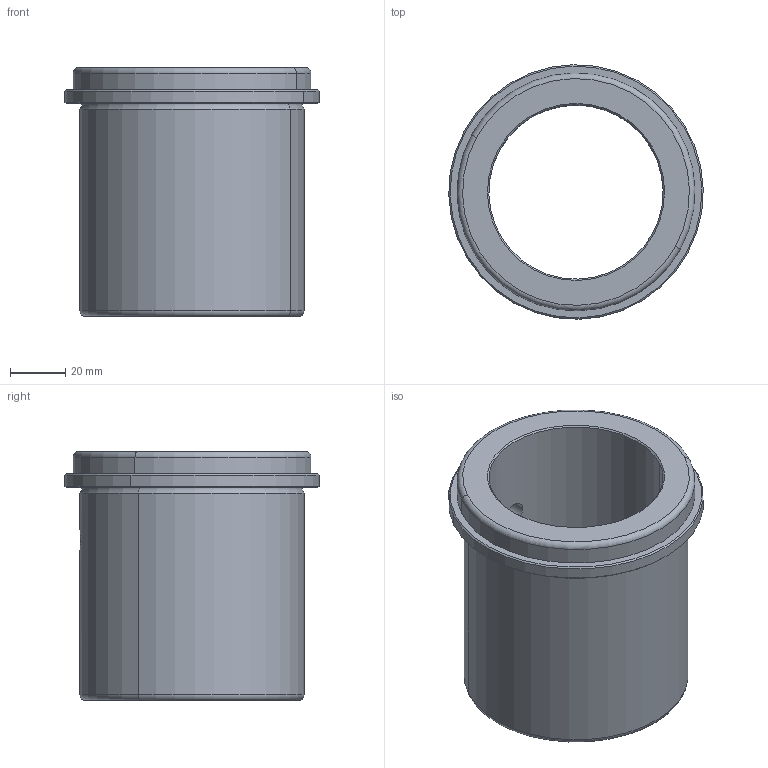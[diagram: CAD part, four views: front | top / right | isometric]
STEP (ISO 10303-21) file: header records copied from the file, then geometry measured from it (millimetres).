
FILE_DESCRIPTION(('CATIA V5 STEP Exchange'),'2;1');
FILE_NAME('RDBA200M.639077.stp','2017-03-07T11:22:55+00:00',('none'),('none'),'CATIA Version 5 Release 19 GA (IN-10)','CATIA V5 STEP AP203','none');
FILE_SCHEMA(('CONFIG_CONTROL_DESIGN'));
Length unit declared in the file: millimetre
Products named in the file (1): RDBA200M.639077
Bounding box: 91.97 x 91.97 x 90 mm (x, y, z)
Volume: 194675.3 mm3; surface area: 47672.2 mm2
Topology: 1 solids, 1 shells, 28 faces, 63 edges, 45 vertices
Faces by surface type: cylinder 10, cone 8, torus 6, plane 4
Entity records: 827 total; most frequent: CARTESIAN_POINT 188, ORIENTED_EDGE 116, DIRECTION 103, AXIS2_PLACEMENT_3D 61, EDGE_CURVE 58, CIRCLE 38, EDGE_LOOP 34, VERTEX_POINT 34
